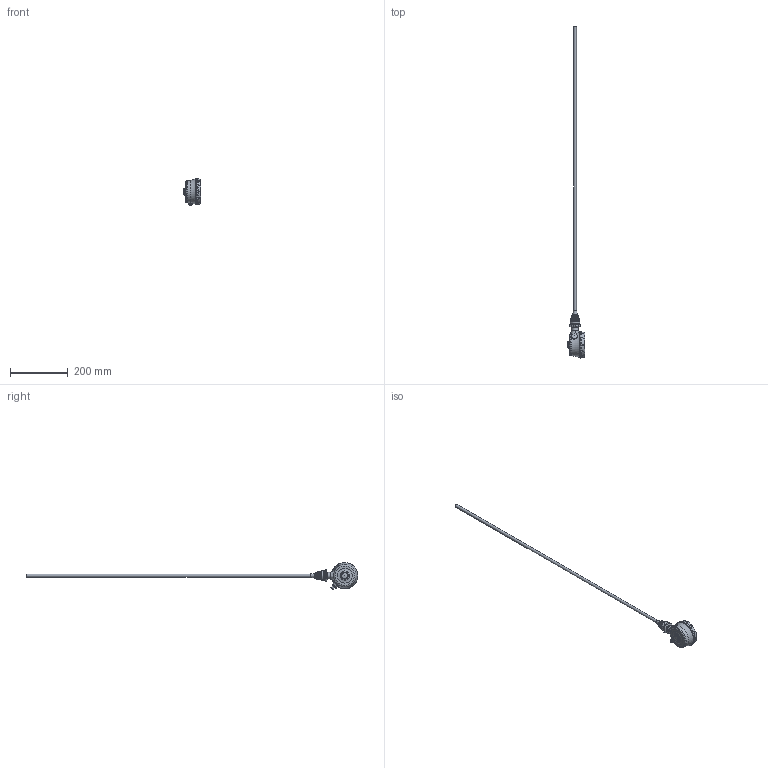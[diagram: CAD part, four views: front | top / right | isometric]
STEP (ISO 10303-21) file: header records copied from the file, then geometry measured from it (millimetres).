
FILE_DESCRIPTION(/* description */ ('Unknown'),/* implementation_level */ '2;1');
FILE_NAME(/* name */ 'PLP70x-50100004x.D111A040.3xxx',/* time_stamp */ '2024-02-08T14:25:47+01:00',/* author */ ('Unknown'),/* organization */ ('Baumer'),/* preprocessor_version */ 'ST-DEVELOPER v16.7',/* originating_system */ 'Solid Edge',/* authorisation */ 'Unknown');
FILE_SCHEMA (('AUTOMOTIVE_DESIGN {1 0 10303 214 3 1 1}'));
Length unit declared in the file: millimetre
Products named in the file (1): Part15
Bounding box: 62.05 x 1145.94 x 93.44 mm (x, y, z)
Volume: 186629.8 mm3; surface area: 108454.7 mm2
Topology: 2 solids, 15 shells, 663 faces, 1711 edges, 1117 vertices
Faces by surface type: plane 291, cylinder 184, cone 103, torus 61, bspline 20, sphere 4
Full cylindrical faces by diameter (mm): 1.64 x5, 1.9 x1, 2 x4, 3 x1, 3.4 x4, 7 x1, 9.5 x1, 10 x3, 11 x1, 11.5 x1, 11.741 x1, 12 x2, 13 x1, 13.8 x1, 14 x1, 14.5 x1, 15.85 x1, 16 x12, 17.7 x1, 18.36 x1, 18.9 x1, 18.917 x1, 19.5 x2, 19.7 x1, 20 x1, 20.8 x3, 21 x2, 22.7 x1, 23.5 x1, 23.6 x2
Entity records: 25906 total; most frequent: CARTESIAN_POINT 6677, DIRECTION 2961, ORIENTED_EDGE 2834, EDGE_CURVE 1417, AXIS2_PLACEMENT_3D 1194, VERTEX_POINT 1016, FACE_BOUND 929, EDGE_LOOP 917
